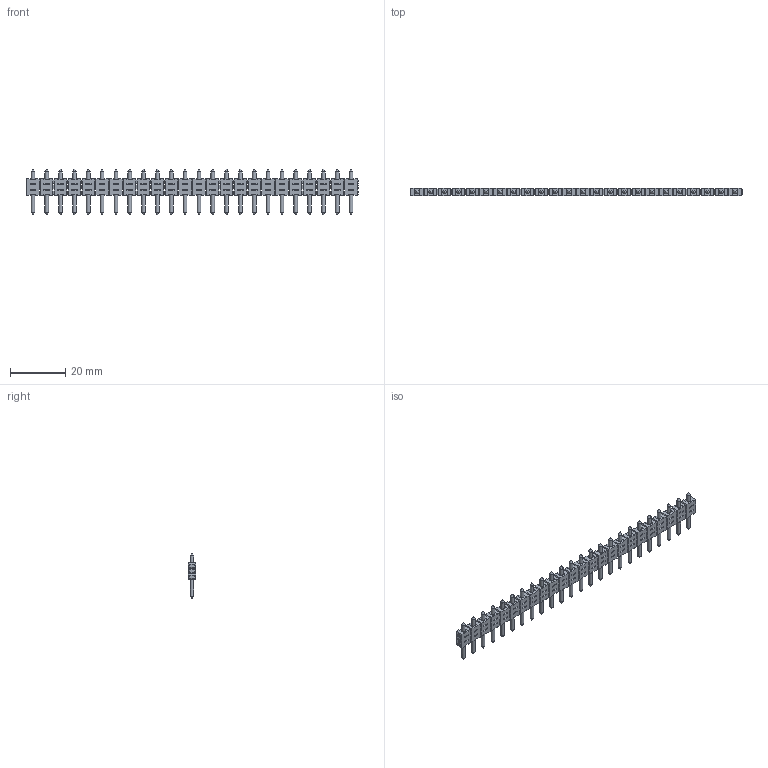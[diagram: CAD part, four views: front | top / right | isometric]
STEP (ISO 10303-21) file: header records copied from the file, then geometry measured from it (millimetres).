
FILE_DESCRIPTION(('STEP AP214'),'1');
FILE_NAME('PVST24-5.stp','2018-11-21T10:21:19',(' '),(' '),'Spatial InterOp 3D',' ',' ');
FILE_SCHEMA(('AUTOMOTIVE_DESIGN { 1 0 10303 214 1 1 1 1 }'));
Length unit declared in the file: metre
Products named in the file (1): 1
Bounding box: 120 x 2.8 x 16.5 mm (x, y, z)
Volume: 2110.6 mm3; surface area: 3983.6 mm2
Topology: 1 solids, 1 shells, 1206 faces, 3108 edges, 1812 vertices
Faces by surface type: plane 1062, cylinder 96, cone 48
Full cylindrical faces by diameter (mm): 1.3 x96
Entity records: 43237 total; most frequent: CARTESIAN_POINT 5695, ORIENTED_EDGE 5592, DIRECTION 5402, EDGE_CURVE 2796, LINE 2604, VECTOR 2604, VERTEX_POINT 1692, EDGE_LOOP 1542
